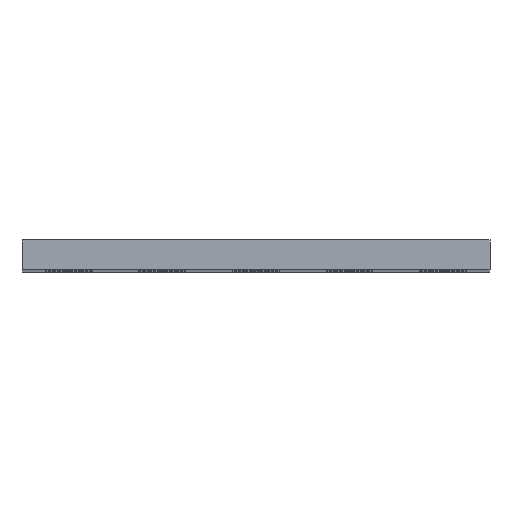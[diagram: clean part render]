
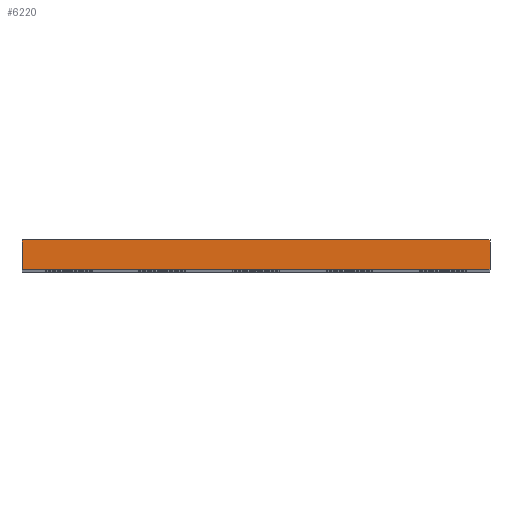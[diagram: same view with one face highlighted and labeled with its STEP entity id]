
A CAD part, top view. The second image highlights one B-rep face of the part: STEP entity #6220.
In plain terms, the highlighted planar face has unit normal (0, 0, 1).
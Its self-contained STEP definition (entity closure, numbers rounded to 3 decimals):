
#390 = LINE ( 'NONE', #3796, #1957 ) ;
#471 = CARTESIAN_POINT ( 'NONE',  ( 36., 2.5, 132. ) ) ;
#535 = FACE_OUTER_BOUND ( 'NONE', #548, .T. ) ;
#548 = EDGE_LOOP ( 'NONE', ( #5774, #2373, #4591, #5383 ) ) ;
#790 = CARTESIAN_POINT ( 'NONE',  ( -4., 2.5, 132. ) ) ;
#814 = CARTESIAN_POINT ( 'NONE',  ( -4., 0., 132. ) ) ;
#824 = VERTEX_POINT ( 'NONE', #919 ) ;
#919 = CARTESIAN_POINT ( 'NONE',  ( 36., 2.5, 132. ) ) ;
#1195 = EDGE_CURVE ( 'NONE', #824, #3946, #1750, .T. ) ;
#1207 = VECTOR ( 'NONE', #4850, 1000. ) ;
#1472 = EDGE_CURVE ( 'NONE', #5429, #3946, #2067, .T. ) ;
#1750 = LINE ( 'NONE', #471, #5916 ) ;
#1775 = CARTESIAN_POINT ( 'NONE',  ( -4., 2.5, 132. ) ) ;
#1957 = VECTOR ( 'NONE', #3770, 1000. ) ;
#2067 = LINE ( 'NONE', #4374, #4972 ) ;
#2373 = ORIENTED_EDGE ( 'NONE', *, *, #1195, .F. ) ;
#2806 = AXIS2_PLACEMENT_3D ( 'NONE', #1775, #3780, #4780 ) ;
#2823 = CARTESIAN_POINT ( 'NONE',  ( -4., 2.5, 132. ) ) ;
#3753 = EDGE_CURVE ( 'NONE', #5464, #5429, #5990, .T. ) ;
#3770 = DIRECTION ( 'NONE',  ( 1., 0., 0. ) ) ;
#3780 = DIRECTION ( 'NONE',  ( 0., 0., -1. ) ) ;
#3796 = CARTESIAN_POINT ( 'NONE',  ( -4., 2.5, 132. ) ) ;
#3946 = VERTEX_POINT ( 'NONE', #5104 ) ;
#3981 = DIRECTION ( 'NONE',  ( 0., -1., 0. ) ) ;
#4271 = PLANE ( 'NONE',  #2806 ) ;
#4374 = CARTESIAN_POINT ( 'NONE',  ( -4., 0., 132. ) ) ;
#4591 = ORIENTED_EDGE ( 'NONE', *, *, #5397, .F. ) ;
#4780 = DIRECTION ( 'NONE',  ( -1., 0., 0. ) ) ;
#4850 = DIRECTION ( 'NONE',  ( 0., -1., 0. ) ) ;
#4972 = VECTOR ( 'NONE', #5887, 1000. ) ;
#5104 = CARTESIAN_POINT ( 'NONE',  ( 36., 0., 132. ) ) ;
#5383 = ORIENTED_EDGE ( 'NONE', *, *, #3753, .T. ) ;
#5397 = EDGE_CURVE ( 'NONE', #5464, #824, #390, .T. ) ;
#5429 = VERTEX_POINT ( 'NONE', #814 ) ;
#5464 = VERTEX_POINT ( 'NONE', #790 ) ;
#5774 = ORIENTED_EDGE ( 'NONE', *, *, #1472, .T. ) ;
#5887 = DIRECTION ( 'NONE',  ( 1., 0., 0. ) ) ;
#5916 = VECTOR ( 'NONE', #3981, 1000. ) ;
#5990 = LINE ( 'NONE', #2823, #1207 ) ;
#6220 = ADVANCED_FACE ( 'NONE', ( #535 ), #4271, .F. ) ;
